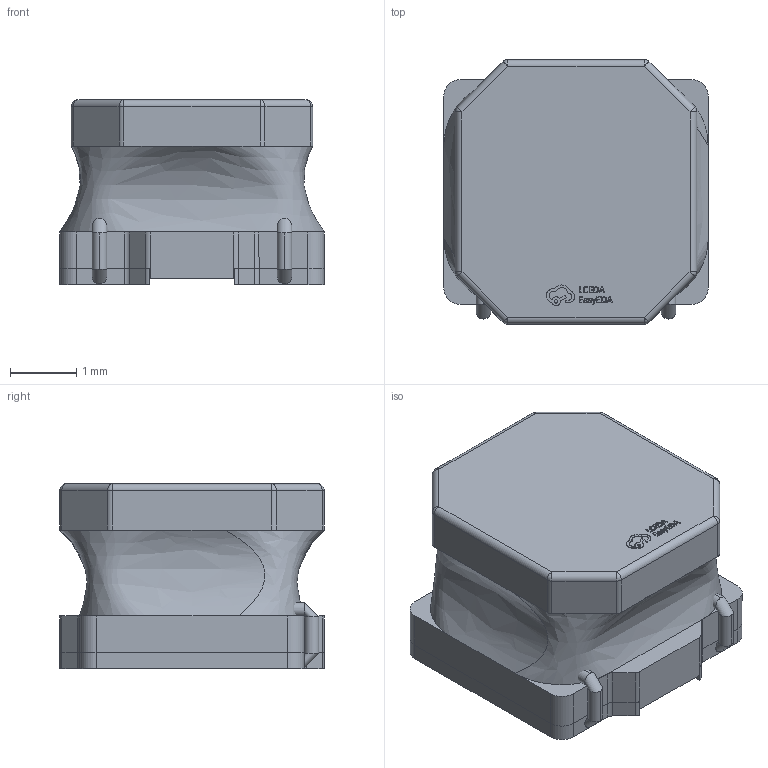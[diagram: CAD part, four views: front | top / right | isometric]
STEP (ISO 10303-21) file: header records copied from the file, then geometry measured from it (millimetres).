
FILE_DESCRIPTION (( 'STEP AP214' ), '1' );
FILE_NAME ('IND-SMD_L4.0-W4.0_MPL-SE4030.STEP', '2025-02-22T15:02:48', ( '' ), ( '' ), 'SwSTEP 2.0', 'SolidWorks 2020', '' );
FILE_SCHEMA (( 'AUTOMOTIVE_DESIGN' ));
Length unit declared in the file: millimetre
Products named in the file (1): IND-SMD_L4.0-W4.0_MPL-SE4030
Bounding box: 4 x 4 x 2.81 mm (x, y, z)
Volume: 35.3 mm3; surface area: 92.2 mm2
Topology: 5 solids, 5 shells, 342 faces, 914 edges, 585 vertices
Faces by surface type: plane 182, bspline 100, cylinder 48, sphere 8, torus 4
Entity records: 15440 total; most frequent: CARTESIAN_POINT 3793, ORIENTED_EDGE 1796, DIRECTION 1281, EDGE_CURVE 898, VERTEX_POINT 585, VECTOR 581, LINE 581, EDGE_LOOP 361
